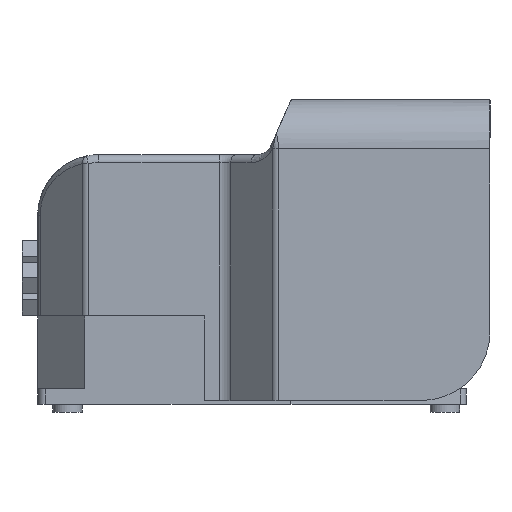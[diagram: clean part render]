
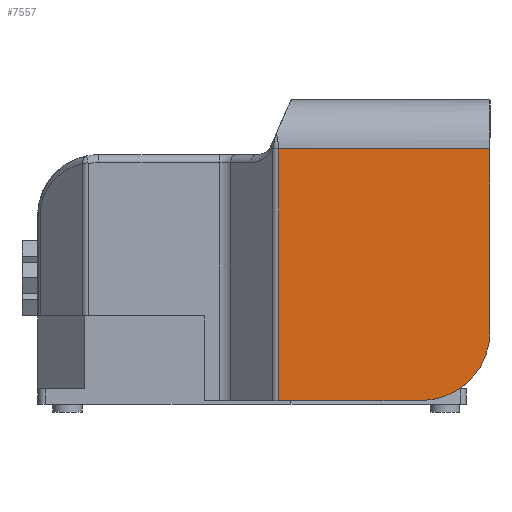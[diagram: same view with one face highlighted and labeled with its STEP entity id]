
A CAD part, front view. The second image highlights one B-rep face of the part: STEP entity #7557.
In plain terms, the highlighted planar face has unit normal (0, -1, 0).
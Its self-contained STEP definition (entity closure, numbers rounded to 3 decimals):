
#5113=CARTESIAN_POINT('',(80.0,-76.5,0.0));
#5114=VERTEX_POINT('',#5113);
#5121=CARTESIAN_POINT('',(7.446,-76.5,0.0));
#5122=VERTEX_POINT('',#5121);
#5123=CARTESIAN_POINT('',(7.446,-76.5,0.0));
#5124=DIRECTION('',(1.0,0.0,0.0));
#5125=VECTOR('',#5124,72.554);
#5126=LINE('',#5123,#5125);
#5127=EDGE_CURVE('',#5122,#5114,#5126,.T.);
#6394=CARTESIAN_POINT('',(115.0,-76.5,128.0));
#6395=VERTEX_POINT('',#6394);
#6403=CARTESIAN_POINT('',(115.0,-76.5,35.0));
#6404=VERTEX_POINT('',#6403);
#6405=CARTESIAN_POINT('',(115.0,-76.5,35.0));
#6406=DIRECTION('',(0.0,0.0,1.0));
#6407=VECTOR('',#6406,93.0);
#6408=LINE('',#6405,#6407);
#6409=EDGE_CURVE('',#6404,#6395,#6408,.T.);
#7375=CARTESIAN_POINT('',(7.446,-76.5,128.0));
#7376=VERTEX_POINT('',#7375);
#7408=CARTESIAN_POINT('',(7.446,-76.5,0.0));
#7409=DIRECTION('',(0.0,0.0,1.0));
#7410=VECTOR('',#7409,128.0);
#7411=LINE('',#7408,#7410);
#7412=EDGE_CURVE('',#5122,#7376,#7411,.T.);
#7485=CARTESIAN_POINT('',(80.0,-76.5,35.0));
#7486=DIRECTION('',(0.0,1.,0.0));
#7487=DIRECTION('',(0.707,0.0,-0.707));
#7488=AXIS2_PLACEMENT_3D('',#7485,#7486,#7487);
#7489=CIRCLE('',#7488,35.0);
#7490=EDGE_CURVE('',#6404,#5114,#7489,.T.);
#7532=CARTESIAN_POINT('',(7.446,-76.5,128.0));
#7533=DIRECTION('',(1.0,0.0,0.0));
#7534=VECTOR('',#7533,107.554);
#7535=LINE('',#7532,#7534);
#7536=EDGE_CURVE('',#7376,#6395,#7535,.T.);
#7545=CARTESIAN_POINT('',(115.0,-76.5,0.0));
#7546=DIRECTION('',(0.0,-1.0,0.0));
#7547=DIRECTION('',(0.0,0.0,-1.0));
#7548=AXIS2_PLACEMENT_3D('',#7545,#7546,#7547);
#7549=PLANE('',#7548);
#7550=ORIENTED_EDGE('',*,*,#7412,.F.);
#7551=ORIENTED_EDGE('',*,*,#5127,.T.);
#7552=ORIENTED_EDGE('',*,*,#7490,.F.);
#7553=ORIENTED_EDGE('',*,*,#6409,.T.);
#7554=ORIENTED_EDGE('',*,*,#7536,.F.);
#7555=EDGE_LOOP('',(#7550,#7551,#7552,#7553,#7554));
#7556=FACE_OUTER_BOUND('',#7555,.T.);
#7557=ADVANCED_FACE('',(#7556),#7549,.T.);
